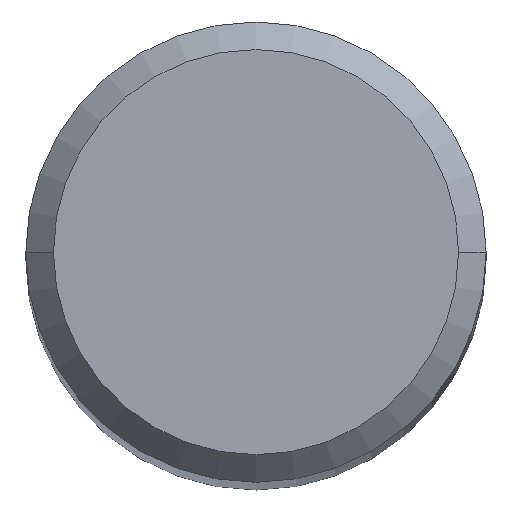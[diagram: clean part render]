
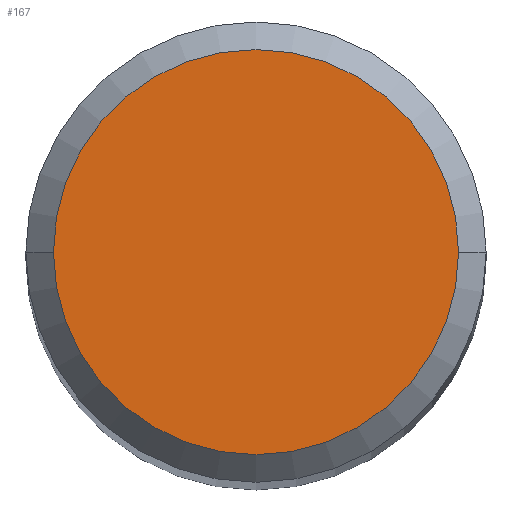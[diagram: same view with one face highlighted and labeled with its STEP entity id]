
A CAD part, top view. The second image highlights one B-rep face of the part: STEP entity #167.
In plain terms, the highlighted planar face has unit normal (0, 0, 1).
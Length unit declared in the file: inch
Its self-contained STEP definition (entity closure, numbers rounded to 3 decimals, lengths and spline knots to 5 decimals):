
#5 = EDGE_CURVE ( 'NONE', #42, #203, #158, .T. ) ;
#10 = AXIS2_PLACEMENT_3D ( 'NONE', #172, #154, #55 ) ;
#15 = DIRECTION ( 'NONE',  ( 0., 0., 1. ) ) ;
#42 = VERTEX_POINT ( 'NONE', #165 ) ;
#46 = DIRECTION ( 'NONE',  ( 1., 0., 0. ) ) ;
#55 = DIRECTION ( 'NONE',  ( 1., 0., 0. ) ) ;
#59 = DIRECTION ( 'NONE',  ( 1., 0., 0. ) ) ;
#60 = EDGE_LOOP ( 'NONE', ( #228, #157 ) ) ;
#93 = CARTESIAN_POINT ( 'NONE',  ( -0.11, 0., 2.5 ) ) ;
#97 = CIRCLE ( 'NONE', #10, 0.11 ) ;
#101 = AXIS2_PLACEMENT_3D ( 'NONE', #245, #15, #59 ) ;
#129 = EDGE_CURVE ( 'NONE', #203, #42, #97, .T. ) ;
#146 = CARTESIAN_POINT ( 'NONE',  ( 0., 0., 2.5 ) ) ;
#152 = DIRECTION ( 'NONE',  ( 0., 0., 1. ) ) ;
#154 = DIRECTION ( 'NONE',  ( 0., 0., 1. ) ) ;
#157 = ORIENTED_EDGE ( 'NONE', *, *, #5, .T. ) ;
#158 = CIRCLE ( 'NONE', #179, 0.11 ) ;
#165 = CARTESIAN_POINT ( 'NONE',  ( 0.11, 0., 2.5 ) ) ;
#167 = ADVANCED_FACE ( 'NONE', ( #213 ), #209, .T. ) ;
#172 = CARTESIAN_POINT ( 'NONE',  ( 0., 0., 2.5 ) ) ;
#179 = AXIS2_PLACEMENT_3D ( 'NONE', #146, #152, #46 ) ;
#203 = VERTEX_POINT ( 'NONE', #93 ) ;
#209 = PLANE ( 'NONE',  #101 ) ;
#213 = FACE_OUTER_BOUND ( 'NONE', #60, .T. ) ;
#228 = ORIENTED_EDGE ( 'NONE', *, *, #129, .T. ) ;
#245 = CARTESIAN_POINT ( 'NONE',  ( 0., 0., 2.5 ) ) ;
